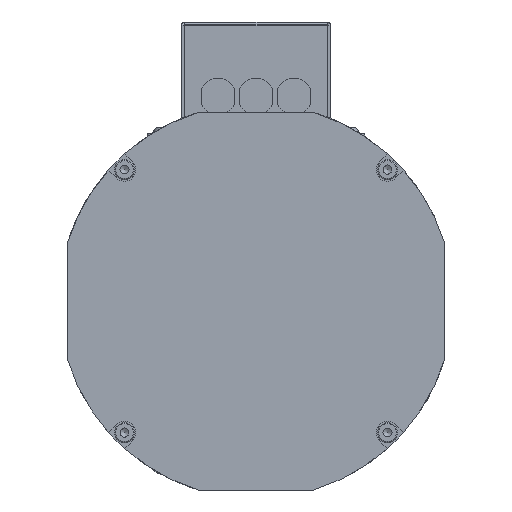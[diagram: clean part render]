
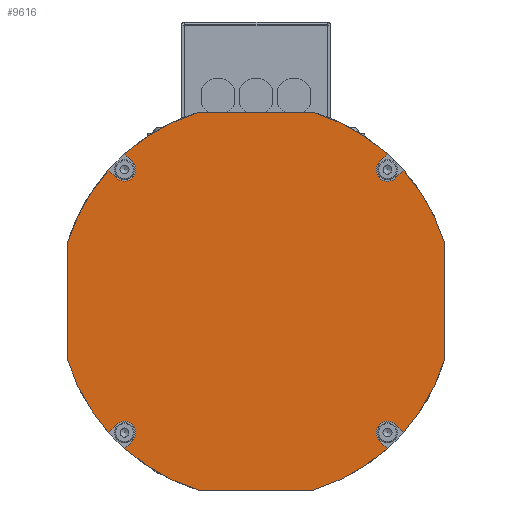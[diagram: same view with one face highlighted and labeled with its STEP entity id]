
A CAD part, left-side view. The second image highlights one B-rep face of the part: STEP entity #9616.
In plain terms, the highlighted planar face has unit normal (-1, 0, 0).
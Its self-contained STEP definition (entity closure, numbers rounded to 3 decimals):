
#720=LINE($,#16237,#1367);
#724=LINE($,#16244,#1371);
#728=LINE($,#16265,#1375);
#732=LINE($,#16272,#1379);
#736=LINE($,#16293,#1383);
#740=LINE($,#16300,#1387);
#744=LINE($,#16321,#1391);
#748=LINE($,#16328,#1395);
#749=LINE($,#16340,#1396);
#750=LINE($,#16345,#1397);
#751=LINE($,#16350,#1398);
#752=LINE($,#16355,#1399);
#1367=VECTOR($,#12756,3.884);
#1371=VECTOR($,#12762,3.884);
#1375=VECTOR($,#12784,3.884);
#1379=VECTOR($,#12790,3.884);
#1383=VECTOR($,#12812,3.884);
#1387=VECTOR($,#12818,3.884);
#1391=VECTOR($,#12840,3.884);
#1395=VECTOR($,#12846,3.884);
#1396=VECTOR($,#12861,40.249);
#1397=VECTOR($,#12866,40.249);
#1398=VECTOR($,#12871,40.249);
#1399=VECTOR($,#12876,40.249);
#1755=PLANE($,#10497);
#2618=FACE_OUTER_BOUND($,#3357,.T.);
#3357=EDGE_LOOP($,(#7915,#7916,#7917,#7918,#7919,#7920,#7921,#7922,#7923,
#7924,#7925,#7926,#7927,#7928,#7929,#7930,#7931,#7932,#7933,#7934,#7935,
#7936,#7937,#7938));
#3805=CIRCLE($,#10459,4.);
#3810=CIRCLE($,#10469,4.);
#3815=CIRCLE($,#10479,4.);
#3820=CIRCLE($,#10489,4.);
#3824=CIRCLE($,#10498,69.);
#3825=CIRCLE($,#10499,69.);
#3826=CIRCLE($,#10500,69.);
#3827=CIRCLE($,#10501,69.);
#3828=CIRCLE($,#10502,69.);
#3829=CIRCLE($,#10503,69.);
#3830=CIRCLE($,#10504,69.);
#3831=CIRCLE($,#10505,69.);
#4616=VERTEX_POINT($,#16228);
#4617=VERTEX_POINT($,#16230);
#4619=VERTEX_POINT($,#16236);
#4621=VERTEX_POINT($,#16242);
#4626=VERTEX_POINT($,#16256);
#4627=VERTEX_POINT($,#16258);
#4629=VERTEX_POINT($,#16264);
#4631=VERTEX_POINT($,#16270);
#4636=VERTEX_POINT($,#16284);
#4637=VERTEX_POINT($,#16286);
#4639=VERTEX_POINT($,#16292);
#4641=VERTEX_POINT($,#16298);
#4646=VERTEX_POINT($,#16312);
#4647=VERTEX_POINT($,#16314);
#4649=VERTEX_POINT($,#16320);
#4651=VERTEX_POINT($,#16326);
#4654=VERTEX_POINT($,#16337);
#4655=VERTEX_POINT($,#16339);
#4656=VERTEX_POINT($,#16342);
#4657=VERTEX_POINT($,#16344);
#4658=VERTEX_POINT($,#16347);
#4659=VERTEX_POINT($,#16349);
#4660=VERTEX_POINT($,#16352);
#4661=VERTEX_POINT($,#16354);
#5758=EDGE_CURVE($,#4617,#4616,#3805,.T.);
#5761=EDGE_CURVE($,#4619,#4617,#720,.T.);
#5765=EDGE_CURVE($,#4616,#4621,#724,.T.);
#5771=EDGE_CURVE($,#4627,#4626,#3810,.T.);
#5774=EDGE_CURVE($,#4629,#4627,#728,.T.);
#5778=EDGE_CURVE($,#4626,#4631,#732,.T.);
#5784=EDGE_CURVE($,#4637,#4636,#3815,.T.);
#5787=EDGE_CURVE($,#4639,#4637,#736,.T.);
#5791=EDGE_CURVE($,#4636,#4641,#740,.T.);
#5797=EDGE_CURVE($,#4647,#4646,#3820,.T.);
#5800=EDGE_CURVE($,#4649,#4647,#744,.T.);
#5804=EDGE_CURVE($,#4646,#4651,#748,.T.);
#5808=EDGE_CURVE($,#4654,#4621,#3824,.T.);
#5809=EDGE_CURVE($,#4655,#4654,#749,.T.);
#5810=EDGE_CURVE($,#4649,#4655,#3825,.T.);
#5811=EDGE_CURVE($,#4656,#4651,#3826,.T.);
#5812=EDGE_CURVE($,#4657,#4656,#750,.T.);
#5813=EDGE_CURVE($,#4639,#4657,#3827,.T.);
#5814=EDGE_CURVE($,#4658,#4641,#3828,.T.);
#5815=EDGE_CURVE($,#4659,#4658,#751,.T.);
#5816=EDGE_CURVE($,#4629,#4659,#3829,.T.);
#5817=EDGE_CURVE($,#4660,#4631,#3830,.T.);
#5818=EDGE_CURVE($,#4661,#4660,#752,.T.);
#5819=EDGE_CURVE($,#4619,#4661,#3831,.T.);
#7915=ORIENTED_EDGE($,*,*,#5765,.T.);
#7916=ORIENTED_EDGE($,*,*,#5808,.F.);
#7917=ORIENTED_EDGE($,*,*,#5809,.F.);
#7918=ORIENTED_EDGE($,*,*,#5810,.F.);
#7919=ORIENTED_EDGE($,*,*,#5800,.T.);
#7920=ORIENTED_EDGE($,*,*,#5797,.T.);
#7921=ORIENTED_EDGE($,*,*,#5804,.T.);
#7922=ORIENTED_EDGE($,*,*,#5811,.F.);
#7923=ORIENTED_EDGE($,*,*,#5812,.F.);
#7924=ORIENTED_EDGE($,*,*,#5813,.F.);
#7925=ORIENTED_EDGE($,*,*,#5787,.T.);
#7926=ORIENTED_EDGE($,*,*,#5784,.T.);
#7927=ORIENTED_EDGE($,*,*,#5791,.T.);
#7928=ORIENTED_EDGE($,*,*,#5814,.F.);
#7929=ORIENTED_EDGE($,*,*,#5815,.F.);
#7930=ORIENTED_EDGE($,*,*,#5816,.F.);
#7931=ORIENTED_EDGE($,*,*,#5774,.T.);
#7932=ORIENTED_EDGE($,*,*,#5771,.T.);
#7933=ORIENTED_EDGE($,*,*,#5778,.T.);
#7934=ORIENTED_EDGE($,*,*,#5817,.F.);
#7935=ORIENTED_EDGE($,*,*,#5818,.F.);
#7936=ORIENTED_EDGE($,*,*,#5819,.F.);
#7937=ORIENTED_EDGE($,*,*,#5761,.T.);
#7938=ORIENTED_EDGE($,*,*,#5758,.T.);
#9616=ADVANCED_FACE($,(#2618),#1755,.T.);
#10459=AXIS2_PLACEMENT_3D($,#16231,#12750,#12751);
#10469=AXIS2_PLACEMENT_3D($,#16259,#12778,#12779);
#10479=AXIS2_PLACEMENT_3D($,#16287,#12806,#12807);
#10489=AXIS2_PLACEMENT_3D($,#16315,#12834,#12835);
#10497=AXIS2_PLACEMENT_3D($,#16336,#12857,#12858);
#10498=AXIS2_PLACEMENT_3D($,#16338,#12859,#12860);
#10499=AXIS2_PLACEMENT_3D($,#16341,#12862,#12863);
#10500=AXIS2_PLACEMENT_3D($,#16343,#12864,#12865);
#10501=AXIS2_PLACEMENT_3D($,#16346,#12867,#12868);
#10502=AXIS2_PLACEMENT_3D($,#16348,#12869,#12870);
#10503=AXIS2_PLACEMENT_3D($,#16351,#12872,#12873);
#10504=AXIS2_PLACEMENT_3D($,#16353,#12874,#12875);
#10505=AXIS2_PLACEMENT_3D($,#16356,#12877,#12878);
#12750=DIRECTION('center_axis',(1.,0.,0.));
#12751=DIRECTION('ref_axis',(0.,-0.707,0.707));
#12756=DIRECTION($,(0.,0.707,0.707));
#12762=DIRECTION($,(0.,-0.707,-0.707));
#12778=DIRECTION('center_axis',(1.,0.,0.));
#12779=DIRECTION('ref_axis',(0.,-0.707,-0.707));
#12784=DIRECTION($,(0.,-0.707,0.707));
#12790=DIRECTION($,(0.,0.707,-0.707));
#12806=DIRECTION('center_axis',(1.,0.,0.));
#12807=DIRECTION('ref_axis',(0.,0.707,-0.707));
#12812=DIRECTION($,(0.,-0.707,-0.707));
#12818=DIRECTION($,(0.,0.707,0.707));
#12834=DIRECTION('center_axis',(1.,0.,0.));
#12835=DIRECTION('ref_axis',(0.,0.707,0.707));
#12840=DIRECTION($,(0.,0.707,-0.707));
#12846=DIRECTION($,(0.,-0.707,0.707));
#12857=DIRECTION('center_axis',(-1.,0.,0.));
#12858=DIRECTION('ref_axis',(0.,-1.,0.));
#12859=DIRECTION('center_axis',(1.,0.,0.));
#12860=DIRECTION('ref_axis',(0.,0.292,0.957));
#12861=DIRECTION($,(0.,0.,-1.));
#12862=DIRECTION('center_axis',(1.,0.,0.));
#12863=DIRECTION('ref_axis',(0.,0.957,-0.292));
#12864=DIRECTION('center_axis',(1.,0.,0.));
#12865=DIRECTION('ref_axis',(0.,0.957,-0.292));
#12866=DIRECTION($,(0.,-1.,0.));
#12867=DIRECTION('center_axis',(1.,0.,0.));
#12868=DIRECTION('ref_axis',(0.,-0.292,-0.957));
#12869=DIRECTION('center_axis',(1.,0.,0.));
#12870=DIRECTION('ref_axis',(0.,-0.292,-0.957));
#12871=DIRECTION($,(0.,0.,1.));
#12872=DIRECTION('center_axis',(1.,0.,0.));
#12873=DIRECTION('ref_axis',(0.,-0.957,0.292));
#12874=DIRECTION('center_axis',(1.,0.,0.));
#12875=DIRECTION('ref_axis',(0.,-0.957,0.292));
#12876=DIRECTION($,(0.,1.,0.));
#12877=DIRECTION('center_axis',(1.,0.,0.));
#12878=DIRECTION('ref_axis',(0.,0.292,0.957));
#16228=CARTESIAN_POINT('',(-197.,-48.79,-43.134));
#16230=CARTESIAN_POINT('',(-197.,-43.134,-48.79));
#16231=CARTESIAN_POINT('Origin',(-197.,-45.962,-45.962));
#16236=CARTESIAN_POINT('',(-197.,-45.88,-51.537));
#16237=CARTESIAN_POINT($,(-197.,-20.153,-25.809));
#16242=CARTESIAN_POINT('',(-197.,-51.537,-45.88));
#16244=CARTESIAN_POINT($,(-197.,-27.183,-21.526));
#16256=CARTESIAN_POINT('',(-197.,43.134,-48.79));
#16258=CARTESIAN_POINT('',(-197.,48.79,-43.134));
#16259=CARTESIAN_POINT('Origin',(-197.,45.962,-45.962));
#16264=CARTESIAN_POINT('',(-197.,51.537,-45.88));
#16265=CARTESIAN_POINT($,(-197.,25.809,-20.153));
#16270=CARTESIAN_POINT('',(-197.,45.88,-51.537));
#16272=CARTESIAN_POINT($,(-197.,21.526,-27.183));
#16284=CARTESIAN_POINT('',(-197.,48.79,43.134));
#16286=CARTESIAN_POINT('',(-197.,43.134,48.79));
#16287=CARTESIAN_POINT('Origin',(-197.,45.962,45.962));
#16292=CARTESIAN_POINT('',(-197.,45.88,51.537));
#16293=CARTESIAN_POINT($,(-197.,20.153,25.809));
#16298=CARTESIAN_POINT('',(-197.,51.537,45.88));
#16300=CARTESIAN_POINT($,(-197.,27.183,21.526));
#16312=CARTESIAN_POINT('',(-197.,-43.134,48.79));
#16314=CARTESIAN_POINT('',(-197.,-48.79,43.134));
#16315=CARTESIAN_POINT('Origin',(-197.,-45.962,45.962));
#16320=CARTESIAN_POINT('',(-197.,-51.537,45.88));
#16321=CARTESIAN_POINT($,(-197.,-25.809,20.153));
#16326=CARTESIAN_POINT('',(-197.,-45.88,51.537));
#16328=CARTESIAN_POINT($,(-197.,-21.526,27.183));
#16336=CARTESIAN_POINT('Origin',(-197.,0.,0.));
#16337=CARTESIAN_POINT('',(-197.,-66.,-20.125));
#16338=CARTESIAN_POINT('Origin',(-197.,0.,0.));
#16339=CARTESIAN_POINT('',(-197.,-66.,20.125));
#16340=CARTESIAN_POINT($,(-197.,-66.,20.125));
#16341=CARTESIAN_POINT('Origin',(-197.,0.,0.));
#16342=CARTESIAN_POINT('',(-197.,-20.125,66.));
#16343=CARTESIAN_POINT('Origin',(-197.,0.,0.));
#16344=CARTESIAN_POINT('',(-197.,20.125,66.));
#16345=CARTESIAN_POINT($,(-197.,20.125,66.));
#16346=CARTESIAN_POINT('Origin',(-197.,0.,0.));
#16347=CARTESIAN_POINT('',(-197.,66.,20.125));
#16348=CARTESIAN_POINT('Origin',(-197.,0.,0.));
#16349=CARTESIAN_POINT('',(-197.,66.,-20.125));
#16350=CARTESIAN_POINT($,(-197.,66.,-20.125));
#16351=CARTESIAN_POINT('Origin',(-197.,0.,0.));
#16352=CARTESIAN_POINT('',(-197.,20.125,-66.));
#16353=CARTESIAN_POINT('Origin',(-197.,0.,0.));
#16354=CARTESIAN_POINT('',(-197.,-20.125,-66.));
#16355=CARTESIAN_POINT($,(-197.,-20.125,-66.));
#16356=CARTESIAN_POINT('Origin',(-197.,0.,0.));
